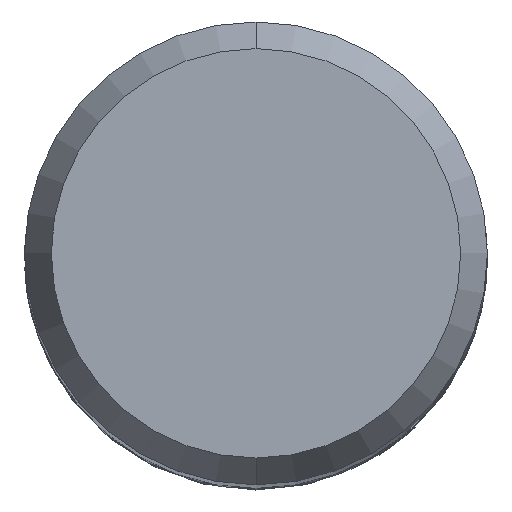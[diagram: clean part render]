
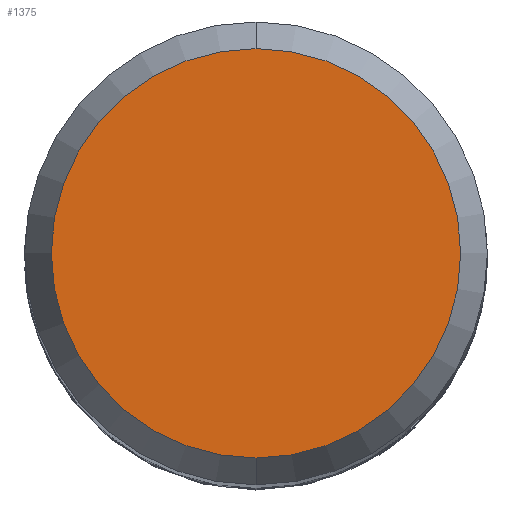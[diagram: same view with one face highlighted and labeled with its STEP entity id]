
A CAD part, top view. The second image highlights one B-rep face of the part: STEP entity #1375.
In plain terms, the highlighted planar face has unit normal (0, 0, 1).
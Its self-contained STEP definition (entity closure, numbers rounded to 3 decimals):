
#1043=VERTEX_POINT('',#2057);
#1149=EDGE_CURVE('',#1207,#1043,#2170,.T.);
#1207=VERTEX_POINT('',#2232);
#1375=ADVANCED_FACE('',(#2417),#2418,.T.);
#1407=EDGE_CURVE('',#1043,#1207,#2455,.T.);
#2057=CARTESIAN_POINT('',(0.,-4.423,0.0));
#2170=CIRCLE('',#9083,4.423);
#2232=CARTESIAN_POINT('',(0.0,4.423,0.0));
#2417=FACE_OUTER_BOUND('',#12387,.T.);
#2418=PLANE('',#12388);
#2455=CIRCLE('',#12930,4.423);
#9083=AXIS2_PLACEMENT_3D('',#14116,#14117,#14118);
#12387=EDGE_LOOP('',(#14355,#14356));
#12388=AXIS2_PLACEMENT_3D('',#14357,#14358,#14359);
#12930=AXIS2_PLACEMENT_3D('',#14431,#14432,#14433);
#14116=CARTESIAN_POINT('',(0.0,0.0,0.0));
#14117=DIRECTION('',(0.0,0.0,-1.0));
#14118=DIRECTION('',(0.0,1.0,0.0));
#14355=ORIENTED_EDGE('',*,*,#1149,.F.);
#14356=ORIENTED_EDGE('',*,*,#1407,.F.);
#14357=CARTESIAN_POINT('',(0.0,2.211,0.0));
#14358=DIRECTION('',(-0.0,0.0,1.0));
#14359=DIRECTION('',(0.0,-1.0,0.0));
#14431=CARTESIAN_POINT('',(0.0,0.0,0.0));
#14432=DIRECTION('',(0.0,0.0,-1.0));
#14433=DIRECTION('',(0.0,1.0,0.0));
